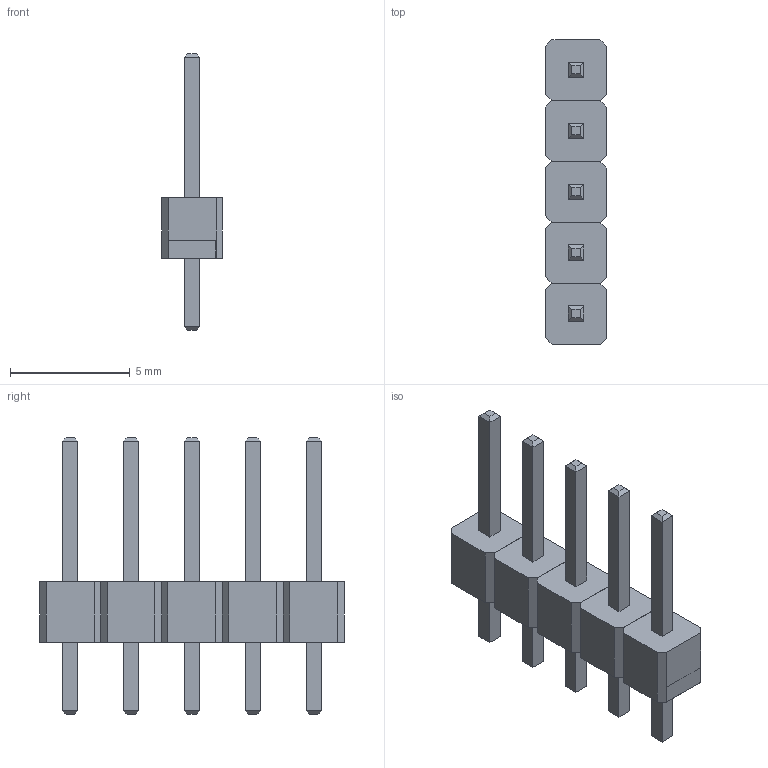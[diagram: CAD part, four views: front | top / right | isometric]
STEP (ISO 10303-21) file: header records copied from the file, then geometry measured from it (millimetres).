
FILE_DESCRIPTION(/* description */ (''),/* implementation_level */ '2;1');
FILE_NAME(/* name */ 'PLS-5.step',/* time_stamp */ '2021-11-03T15:10:59+03:00',/* author */ (''),/* organization */ (''),/* preprocessor_version */ 'ST-DEVELOPER v18.1',/* originating_system */ 'Autodesk Translation Framework v10.10.0.1391',/* authorisation */ '');
FILE_SCHEMA (('AUTOMOTIVE_DESIGN { 1 0 10303 214 3 1 1 }'));
Length unit declared in the file: millimetre
Products named in the file (1): PLS-5
Bounding box: 2.54 x 12.7 x 11.54 mm (x, y, z)
Volume: 81.1 mm3; surface area: 385.9 mm2
Topology: 10 solids, 10 shells, 165 faces, 380 edges, 240 vertices
Faces by surface type: plane 165
Entity records: 4572 total; most frequent: CARTESIAN_POINT 786, ORIENTED_EDGE 760, DIRECTION 712, LINE 380, VECTOR 380, EDGE_CURVE 380, VERTEX_POINT 240, EDGE_LOOP 180
